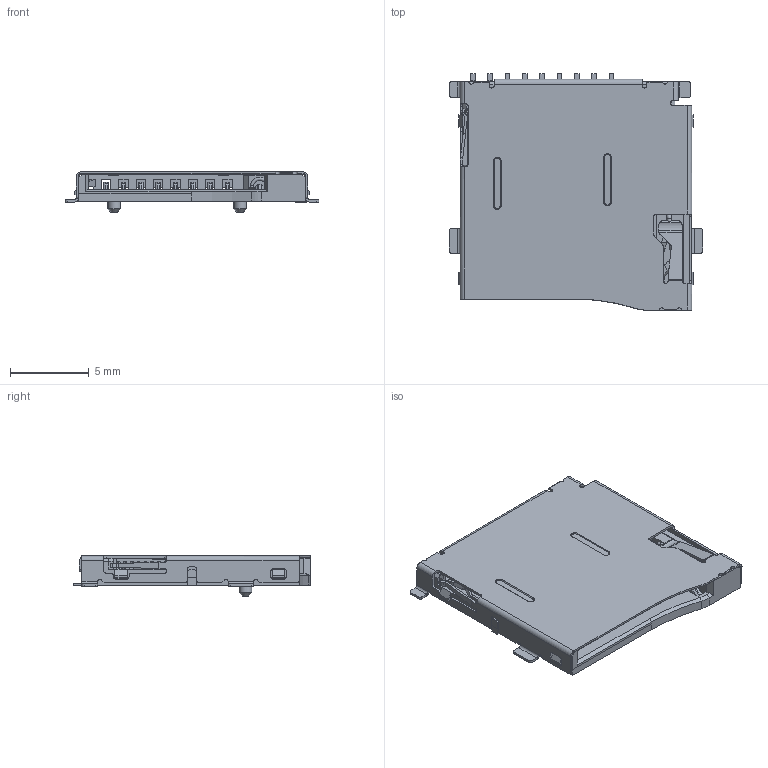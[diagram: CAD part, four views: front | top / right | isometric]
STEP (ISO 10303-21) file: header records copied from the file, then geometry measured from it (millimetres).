
FILE_DESCRIPTION(/* description */ (''),/* implementation_level */ '2;1');
FILE_NAME(/* name */ 'P7H0-CARD1-TF-SMD_TF-01A.step',/* time_stamp */ '2025-08-05T13:06:10+08:00',/* author */ (''),/* organization */ (''),/* preprocessor_version */ 'ST-DEVELOPER v20.1',/* originating_system */ 'Autodesk Translation Framework v14.10.0.0',/* authorisation */ '');
FILE_SCHEMA (('AUTOMOTIVE_DESIGN { 1 0 10303 214 3 1 1 }'));
Products named in the file (1): P7H0-CARD1-TF-SMD_TF-01A
Bounding box: 16.1 x 15 x 2.55 mm (x, y, z)
Volume: 182.1 mm3; surface area: 1245.8 mm2
Topology: 1 solids, 3 shells, 1715 faces, 4646 edges, 2872 vertices
Faces by surface type: plane 1353, cylinder 283, cone 36, torus 21, bspline 21, sphere 1
Full cylindrical faces by diameter (mm): 0.3 x3, 0.35 x1, 0.7 x1, 0.8 x2
Entity records: 62915 total; most frequent: CARTESIAN_POINT 17943, ORIENTED_EDGE 9290, DIRECTION 8618, EDGE_CURVE 4645, LINE 3800, VECTOR 3800, VERTEX_POINT 2872, AXIS2_PLACEMENT_3D 2409
